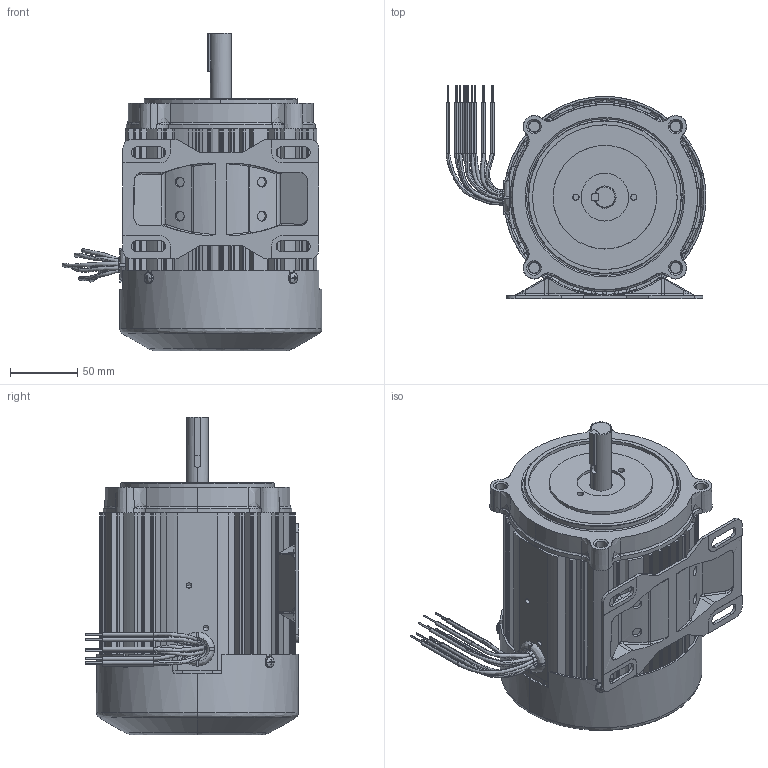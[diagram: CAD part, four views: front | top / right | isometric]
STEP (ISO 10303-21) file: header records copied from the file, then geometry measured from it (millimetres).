
FILE_DESCRIPTION (( 'STEP AP203' ), '1' );
FILE_NAME ('INFM0131.STEP', '2020-11-20T18:37:50', ( '' ), ( '' ), 'SwSTEP 2.0', 'SolidWorks 2017', '' );
FILE_SCHEMA (( 'CONFIG_CONTROL_DESIGN' ));
Length unit declared in the file: inch
Products named in the file (14): 54606510_54606510; 36800009_36800009; 57304788_57804788; 328AZ046_328AZ046; 52601003_52601003; 491AZ005_491AZ005; 54100003_54100003; 129AZ015_129AZ015; INFM0131; 36101013_36101013; 52501011_52501011; 54100032_54100032; 119AZ010_119AZ010; 328AZ047_328AZ047
Assembly tree (19 placements, depth 3):
  INFM0131
    119AZ010_119AZ010
    328AZ046_328AZ046
    491AZ005_491AZ005
    57304788_57804788
    328AZ047_328AZ047
    129AZ015_129AZ015
    36800009_36800009
      36101013_36101013
    52601003_52601003
      52501011_52501011
    54100003_54100003  x4
    54100032_54100032  x4
    54606510_54606510
Bounding box: 193.78 x 159.51 x 237.13 mm (x, y, z)
Volume: 2390270.3 mm3; surface area: 342512.8 mm2
Topology: 25 solids, 26 shells, 1375 faces, 3612 edges, 2296 vertices
Faces by surface type: cylinder 494, plane 349, bspline 342, cone 190
Entity records: 60827 total; most frequent: CARTESIAN_POINT 30515, ORIENTED_EDGE 6252, DIRECTION 5730, EDGE_CURVE 3130, AXIS2_PLACEMENT_3D 2285, VERTEX_POINT 2011, EDGE_LOOP 1421, CIRCLE 1344
